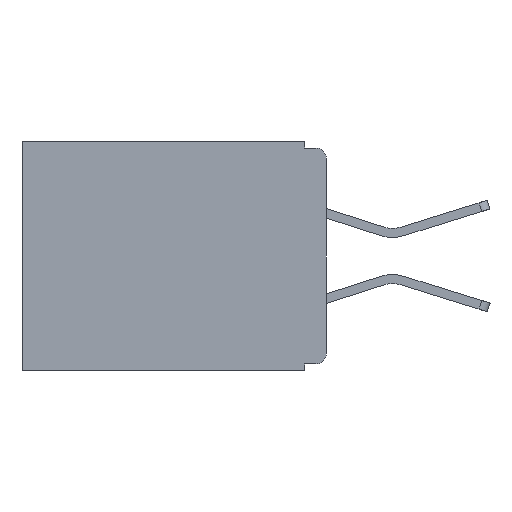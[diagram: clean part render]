
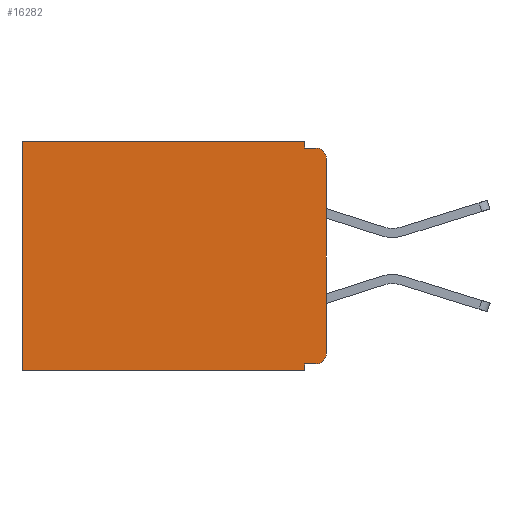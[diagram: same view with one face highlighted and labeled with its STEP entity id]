
A CAD part, left-side view. The second image highlights one B-rep face of the part: STEP entity #16282.
In plain terms, the highlighted planar face has unit normal (-1, 0, 0).
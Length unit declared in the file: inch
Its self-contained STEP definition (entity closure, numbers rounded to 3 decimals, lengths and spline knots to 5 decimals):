
#346 = DIRECTION ( 'NONE',  ( 0., 0., -1. ) ) ;
#887 = CARTESIAN_POINT ( 'NONE',  ( 0.3, 0.437, -0.33 ) ) ;
#891 = VECTOR ( 'NONE', #13548, 39.37008 ) ;
#1011 = EDGE_CURVE ( 'NONE', #15227, #3150, #4911, .T. ) ;
#1153 = VECTOR ( 'NONE', #11792, 39.37008 ) ;
#1174 = LINE ( 'NONE', #8024, #4443 ) ;
#1199 = PLANE ( 'NONE',  #14321 ) ;
#1407 = LINE ( 'NONE', #10618, #7806 ) ;
#1625 = CARTESIAN_POINT ( 'NONE',  ( 0.3, 0.031, -0.01 ) ) ;
#1698 = ORIENTED_EDGE ( 'NONE', *, *, #9099, .F. ) ;
#2201 = CARTESIAN_POINT ( 'NONE',  ( 0.3, 0., -0.01 ) ) ;
#2285 = VERTEX_POINT ( 'NONE', #7192 ) ;
#2597 = ORIENTED_EDGE ( 'NONE', *, *, #5208, .T. ) ;
#2997 = EDGE_LOOP ( 'NONE', ( #11861, #8520, #15915, #1698, #12908, #4320, #16733, #5344, #12078, #2597 ) ) ;
#3150 = VERTEX_POINT ( 'NONE', #12294 ) ;
#3175 = DIRECTION ( 'NONE',  ( 0., 0., -1. ) ) ;
#3212 = DIRECTION ( 'NONE',  ( -1., 0., 0. ) ) ;
#3228 = EDGE_CURVE ( 'NONE', #3846, #3574, #15453, .T. ) ;
#3231 = CARTESIAN_POINT ( 'NONE',  ( 0.3, 0.015, -0.025 ) ) ;
#3574 = VERTEX_POINT ( 'NONE', #12921 ) ;
#3846 = VERTEX_POINT ( 'NONE', #5285 ) ;
#4294 = EDGE_CURVE ( 'NONE', #5243, #15404, #8378, .T. ) ;
#4320 = ORIENTED_EDGE ( 'NONE', *, *, #4294, .T. ) ;
#4423 = CIRCLE ( 'NONE', #15707, 0.015 ) ;
#4443 = VECTOR ( 'NONE', #7994, 39.37008 ) ;
#4520 = EDGE_CURVE ( 'NONE', #8356, #3846, #8999, .T. ) ;
#4911 = LINE ( 'NONE', #2201, #15519 ) ;
#5208 = EDGE_CURVE ( 'NONE', #8356, #10537, #11074, .T. ) ;
#5243 = VERTEX_POINT ( 'NONE', #12280 ) ;
#5285 = CARTESIAN_POINT ( 'NONE',  ( 0.3, 0.031, -0.32 ) ) ;
#5344 = ORIENTED_EDGE ( 'NONE', *, *, #3228, .F. ) ;
#5462 = LINE ( 'NONE', #6780, #12194 ) ;
#6717 = DIRECTION ( 'NONE',  ( 0., 1., 0. ) ) ;
#6780 = CARTESIAN_POINT ( 'NONE',  ( 0.3, 0., 0. ) ) ;
#7192 = CARTESIAN_POINT ( 'NONE',  ( 0.3, 0., -0.025 ) ) ;
#7382 = DIRECTION ( 'NONE',  ( 0., 0., -1. ) ) ;
#7806 = VECTOR ( 'NONE', #10485, 39.37008 ) ;
#7994 = DIRECTION ( 'NONE',  ( 0., 0., -1. ) ) ;
#8024 = CARTESIAN_POINT ( 'NONE',  ( 0.3, 0.031, 0. ) ) ;
#8356 = VERTEX_POINT ( 'NONE', #15248 ) ;
#8378 = LINE ( 'NONE', #15146, #11936 ) ;
#8500 = FACE_OUTER_BOUND ( 'NONE', #2997, .T. ) ;
#8520 = ORIENTED_EDGE ( 'NONE', *, *, #9510, .T. ) ;
#8705 = DIRECTION ( 'NONE',  ( 0., 1., 0. ) ) ;
#8837 = EDGE_CURVE ( 'NONE', #2285, #10537, #1407, .T. ) ;
#8921 = CARTESIAN_POINT ( 'NONE',  ( 0.3, 0., -0.305 ) ) ;
#8999 = LINE ( 'NONE', #10574, #891 ) ;
#9029 = EDGE_CURVE ( 'NONE', #3574, #15404, #15857, .T. ) ;
#9055 = CARTESIAN_POINT ( 'NONE',  ( 0.3, 0., -0.33 ) ) ;
#9099 = EDGE_CURVE ( 'NONE', #16513, #15227, #1174, .T. ) ;
#9510 = EDGE_CURVE ( 'NONE', #2285, #3150, #4423, .T. ) ;
#10485 = DIRECTION ( 'NONE',  ( 0., 0., -1. ) ) ;
#10537 = VERTEX_POINT ( 'NONE', #8921 ) ;
#10574 = CARTESIAN_POINT ( 'NONE',  ( 0.3, 0., -0.32 ) ) ;
#10618 = CARTESIAN_POINT ( 'NONE',  ( 0.3, 0., -0.33 ) ) ;
#10710 = DIRECTION ( 'NONE',  ( 0., 0., -1. ) ) ;
#10962 = AXIS2_PLACEMENT_3D ( 'NONE', #15507, #12575, #7382 ) ;
#11074 = CIRCLE ( 'NONE', #10962, 0.015 ) ;
#11735 = CARTESIAN_POINT ( 'NONE',  ( 0.3, 0.031, -0.33 ) ) ;
#11792 = DIRECTION ( 'NONE',  ( 0., 0., -1. ) ) ;
#11861 = ORIENTED_EDGE ( 'NONE', *, *, #8837, .F. ) ;
#11936 = VECTOR ( 'NONE', #346, 39.37008 ) ;
#12078 = ORIENTED_EDGE ( 'NONE', *, *, #4520, .F. ) ;
#12174 = EDGE_CURVE ( 'NONE', #16513, #5243, #5462, .T. ) ;
#12194 = VECTOR ( 'NONE', #6717, 39.37008 ) ;
#12280 = CARTESIAN_POINT ( 'NONE',  ( 0.3, 0.437, 0. ) ) ;
#12294 = CARTESIAN_POINT ( 'NONE',  ( 0.3, 0.015, -0.01 ) ) ;
#12411 = VECTOR ( 'NONE', #8705, 39.37008 ) ;
#12575 = DIRECTION ( 'NONE',  ( -1., 0., 0. ) ) ;
#12582 = CARTESIAN_POINT ( 'NONE',  ( 0.3, 0.031, 0. ) ) ;
#12908 = ORIENTED_EDGE ( 'NONE', *, *, #12174, .T. ) ;
#12921 = CARTESIAN_POINT ( 'NONE',  ( 0.3, 0.031, -0.33 ) ) ;
#13273 = DIRECTION ( 'NONE',  ( 1., 0., 0. ) ) ;
#13548 = DIRECTION ( 'NONE',  ( 0., 1., 0. ) ) ;
#14321 = AXIS2_PLACEMENT_3D ( 'NONE', #17165, #13273, #10710 ) ;
#15146 = CARTESIAN_POINT ( 'NONE',  ( 0.3, 0.437, -0.33 ) ) ;
#15227 = VERTEX_POINT ( 'NONE', #1625 ) ;
#15248 = CARTESIAN_POINT ( 'NONE',  ( 0.3, 0.015, -0.32 ) ) ;
#15404 = VERTEX_POINT ( 'NONE', #887 ) ;
#15453 = LINE ( 'NONE', #11735, #1153 ) ;
#15507 = CARTESIAN_POINT ( 'NONE',  ( 0.3, 0.015, -0.305 ) ) ;
#15519 = VECTOR ( 'NONE', #16261, 39.37008 ) ;
#15707 = AXIS2_PLACEMENT_3D ( 'NONE', #3231, #3212, #3175 ) ;
#15857 = LINE ( 'NONE', #9055, #12411 ) ;
#15915 = ORIENTED_EDGE ( 'NONE', *, *, #1011, .F. ) ;
#16261 = DIRECTION ( 'NONE',  ( 0., -1., 0. ) ) ;
#16282 = ADVANCED_FACE ( 'NONE', ( #8500 ), #1199, .F. ) ;
#16513 = VERTEX_POINT ( 'NONE', #12582 ) ;
#16733 = ORIENTED_EDGE ( 'NONE', *, *, #9029, .F. ) ;
#17165 = CARTESIAN_POINT ( 'NONE',  ( 0.3, 0., -0.33 ) ) ;
